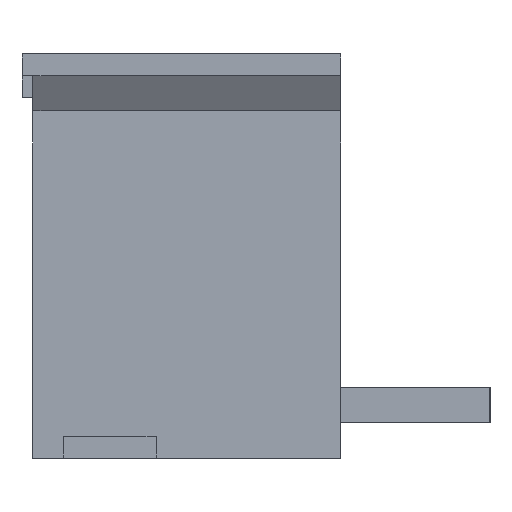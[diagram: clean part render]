
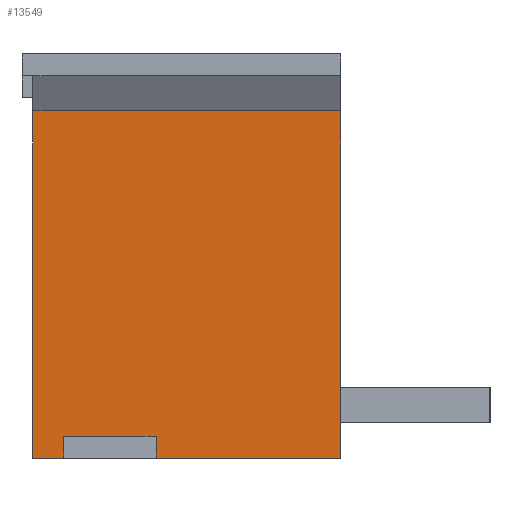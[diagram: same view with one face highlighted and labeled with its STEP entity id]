
A CAD part, left-side view. The second image highlights one B-rep face of the part: STEP entity #13549.
In plain terms, the highlighted planar face has unit normal (-1, 0, 0).
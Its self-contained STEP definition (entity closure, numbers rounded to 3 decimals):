
#144=DIRECTION('',(0.,0.,-1.));
#145=VECTOR('',#144,7.9);
#146=CARTESIAN_POINT('',(-16.25,4.,-1.3));
#147=LINE('',#146,#145);
#576=DIRECTION('',(0.,-1.,0.));
#577=VECTOR('',#576,0.7);
#578=CARTESIAN_POINT('',(-16.25,4.,-9.2));
#579=LINE('',#578,#577);
#592=DIRECTION('',(0.,-1.,0.));
#593=VECTOR('',#592,4.2);
#594=CARTESIAN_POINT('',(-16.25,1.2,-9.2));
#595=LINE('',#594,#593);
#2250=DIRECTION('',(0.,1.,0.));
#2251=VECTOR('',#2250,2.1);
#2252=CARTESIAN_POINT('',(-16.25,1.2,-8.7));
#2253=LINE('',#2252,#2251);
#2254=DIRECTION('',(0.,0.,1.));
#2255=VECTOR('',#2254,0.5);
#2256=CARTESIAN_POINT('',(-16.25,3.3,-9.2));
#2257=LINE('',#2256,#2255);
#2258=DIRECTION('',(0.,-1.,0.));
#2259=VECTOR('',#2258,7.);
#2260=CARTESIAN_POINT('',(-16.25,4.,-1.3));
#2261=LINE('',#2260,#2259);
#2262=DIRECTION('',(0.,0.,1.));
#2263=VECTOR('',#2262,0.5);
#2264=CARTESIAN_POINT('',(-16.25,1.2,-9.2));
#2265=LINE('',#2264,#2263);
#2518=DIRECTION('',(0.,0.,-1.));
#2519=VECTOR('',#2518,7.9);
#2520=CARTESIAN_POINT('',(-16.25,-3.,-1.3));
#2521=LINE('',#2520,#2519);
#8511=CARTESIAN_POINT('',(-16.25,4.,-1.3));
#8512=CARTESIAN_POINT('',(-16.25,4.,-9.2));
#8513=VERTEX_POINT('',#8511);
#8514=VERTEX_POINT('',#8512);
#8523=CARTESIAN_POINT('',(-16.25,-3.,-1.3));
#8524=VERTEX_POINT('',#8523);
#8525=CARTESIAN_POINT('',(-16.25,-3.,-9.2));
#8526=VERTEX_POINT('',#8525);
#8679=CARTESIAN_POINT('',(-16.25,1.2,-8.7));
#8680=CARTESIAN_POINT('',(-16.25,3.3,-8.7));
#8681=VERTEX_POINT('',#8679);
#8682=VERTEX_POINT('',#8680);
#8683=CARTESIAN_POINT('',(-16.25,3.3,-9.2));
#8684=VERTEX_POINT('',#8683);
#8685=CARTESIAN_POINT('',(-16.25,1.2,-9.2));
#8686=VERTEX_POINT('',#8685);
#13529=CARTESIAN_POINT('',(-16.25,4.,-1.3));
#13530=DIRECTION('',(-1.,0.,0.));
#13531=DIRECTION('',(0.,0.,-1.));
#13532=AXIS2_PLACEMENT_3D('',#13529,#13530,#13531);
#13533=PLANE('',#13532);
#13535=ORIENTED_EDGE('',*,*,#13534,.T.);
#13537=ORIENTED_EDGE('',*,*,#13536,.F.);
#13538=ORIENTED_EDGE('',*,*,#11040,.F.);
#13539=ORIENTED_EDGE('',*,*,#10802,.F.);
#13541=ORIENTED_EDGE('',*,*,#13540,.T.);
#13543=ORIENTED_EDGE('',*,*,#13542,.T.);
#13544=ORIENTED_EDGE('',*,*,#11048,.F.);
#13546=ORIENTED_EDGE('',*,*,#13545,.T.);
#13547=EDGE_LOOP('',(#13535,#13537,#13538,#13539,#13541,#13543,#13544,#13546));
#13548=FACE_OUTER_BOUND('',#13547,.F.);
#13549=ADVANCED_FACE('',(#13548),#13533,.T.);
#10802=EDGE_CURVE('',#8513,#8514,#147,.T.);
#11040=EDGE_CURVE('',#8514,#8684,#579,.T.);
#11048=EDGE_CURVE('',#8686,#8526,#595,.T.);
#13534=EDGE_CURVE('',#8681,#8682,#2253,.T.);
#13536=EDGE_CURVE('',#8684,#8682,#2257,.T.);
#13540=EDGE_CURVE('',#8513,#8524,#2261,.T.);
#13542=EDGE_CURVE('',#8524,#8526,#2521,.T.);
#13545=EDGE_CURVE('',#8686,#8681,#2265,.T.);
